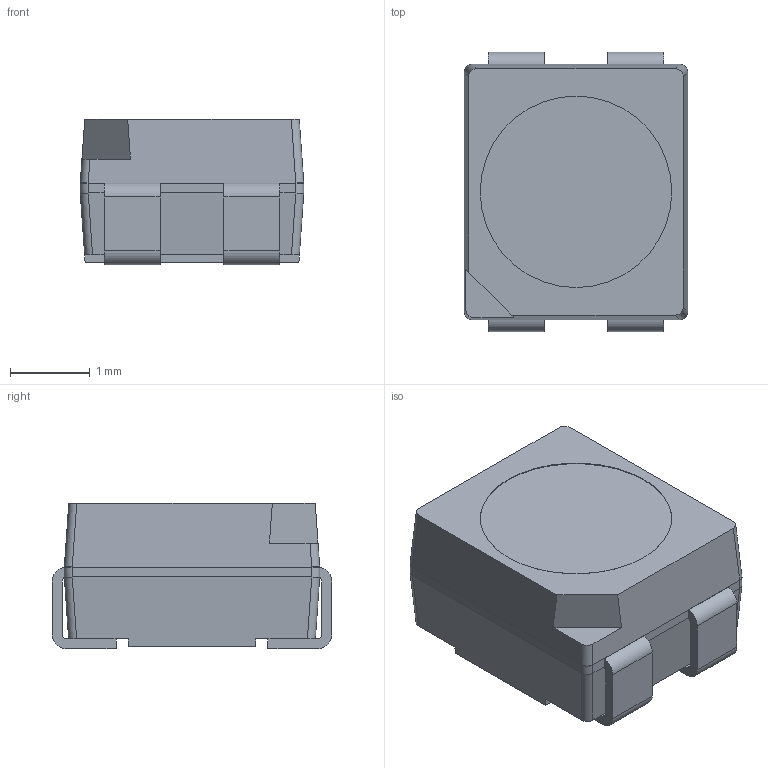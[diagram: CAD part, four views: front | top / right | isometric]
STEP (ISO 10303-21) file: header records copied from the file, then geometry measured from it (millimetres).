
FILE_DESCRIPTION (( 'STEP AP214' ), '1' );
FILE_NAME ('LSY T676-P2R1-1-0+Q2S1-35.STEP', '2024-12-06T11:07:19', ( '' ), ( '' ), 'SwSTEP 2.0', 'SolidWorks 2016', '' );
FILE_SCHEMA (( 'AUTOMOTIVE_DESIGN' ));
Length unit declared in the file: millimetre
Products named in the file (1): LSY T676-P2R1-1-0+Q2S1-35
Bounding box: 2.8 x 3.5 x 1.82 mm (x, y, z)
Volume: 15.6 mm3; surface area: 44.6 mm2
Topology: 1 solids, 1 shells, 87 faces, 250 edges, 158 vertices
Faces by surface type: plane 49, cylinder 32, cone 6
Entity records: 2927 total; most frequent: CARTESIAN_POINT 622, ORIENTED_EDGE 500, DIRECTION 446, EDGE_CURVE 250, VECTOR 186, LINE 186, VERTEX_POINT 158, AXIS2_PLACEMENT_3D 130
